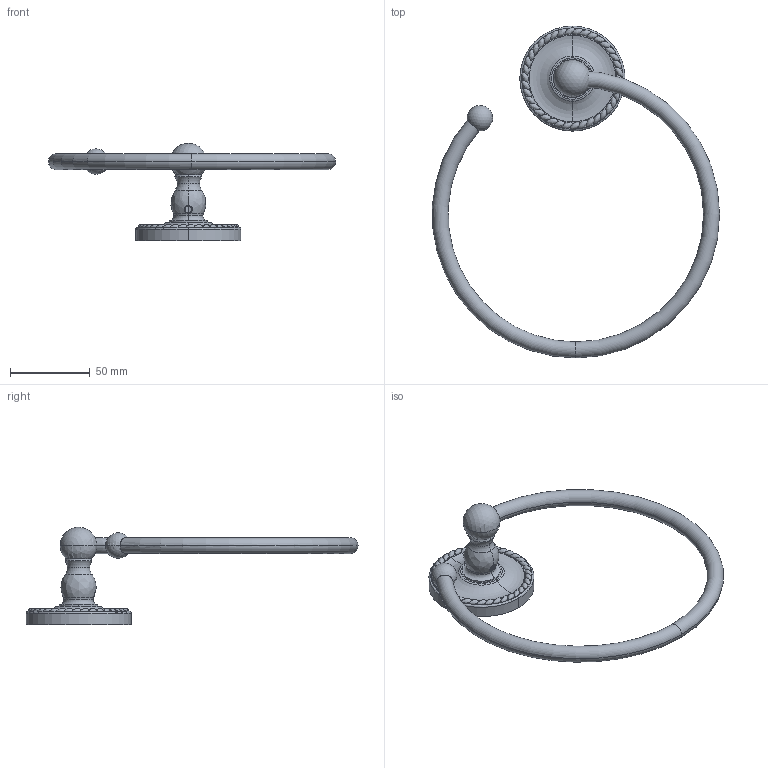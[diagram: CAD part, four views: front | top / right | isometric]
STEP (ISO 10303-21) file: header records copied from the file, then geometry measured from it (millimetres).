
FILE_DESCRIPTION((''),'2;1');
FILE_NAME('1521_ASM','2011-01-11T',('project'),(''),'PRO/ENGINEER BY PARAMETRIC TECHNOLOGY CORPORATION, 2009300','PRO/ENGINEER BY PARAMETRIC TECHNOLOGY CORPORATION, 2009300','');
FILE_SCHEMA(('CONFIG_CONTROL_DESIGN'));
Length unit declared in the file: inch
Products named in the file (3): 1121; 1500C; 1521_ASM
Assembly tree (2 placements, depth 2):
  1521_ASM
    1121
    1500C
Bounding box: 179.84 x 207.9 x 60.9 mm (x, y, z)
Volume: 49004.9 mm3; surface area: 31219 mm2
Topology: 2 solids, 3 shells, 251 faces, 756 edges, 434 vertices
Faces by surface type: bspline 78, cone 74, sphere 42, torus 24, cylinder 20, plane 13
Entity records: 10966 total; most frequent: CARTESIAN_POINT 4642, DIRECTION 1410, ORIENTED_EDGE 1342, EDGE_CURVE 672, AXIS2_PLACEMENT_3D 662, CIRCLE 482, VERTEX_POINT 434, EDGE_LOOP 265
